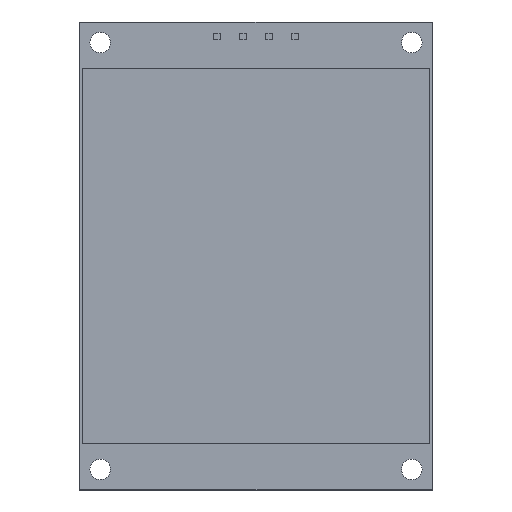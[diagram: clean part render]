
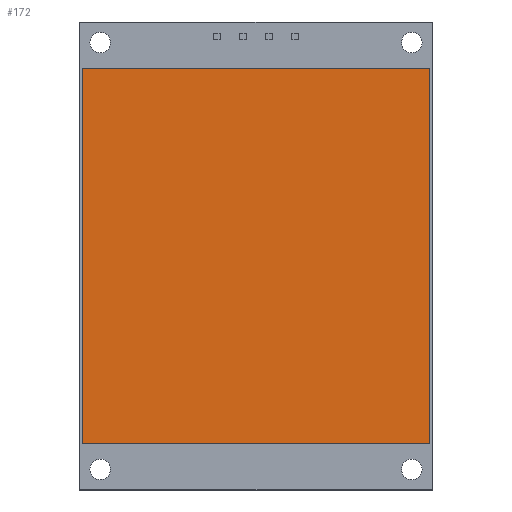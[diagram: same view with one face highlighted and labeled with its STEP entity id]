
A CAD part, top view. The second image highlights one B-rep face of the part: STEP entity #172.
In plain terms, the highlighted planar face has unit normal (0, 0, 1).
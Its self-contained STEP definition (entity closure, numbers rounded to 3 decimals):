
#43 = VERTEX_POINT('',#44);
#44 = CARTESIAN_POINT('',(-16.9,18.25,2.2));
#50 = EDGE_CURVE('',#43,#51,#53,.T.);
#51 = VERTEX_POINT('',#52);
#52 = CARTESIAN_POINT('',(16.9,18.25,2.2));
#53 = LINE('',#54,#55);
#54 = CARTESIAN_POINT('',(-16.9,18.25,2.2));
#55 = VECTOR('',#56,1.);
#56 = DIRECTION('',(1.,0.,0.));
#81 = EDGE_CURVE('',#51,#82,#84,.T.);
#82 = VERTEX_POINT('',#83);
#83 = CARTESIAN_POINT('',(16.9,-18.25,2.2));
#84 = LINE('',#85,#86);
#85 = CARTESIAN_POINT('',(16.9,18.25,2.2));
#86 = VECTOR('',#87,1.);
#87 = DIRECTION('',(0.,-1.,0.));
#112 = EDGE_CURVE('',#82,#113,#115,.T.);
#113 = VERTEX_POINT('',#114);
#114 = CARTESIAN_POINT('',(-16.9,-18.25,2.2));
#115 = LINE('',#116,#117);
#116 = CARTESIAN_POINT('',(16.9,-18.25,2.2));
#117 = VECTOR('',#118,1.);
#118 = DIRECTION('',(-1.,0.,0.));
#143 = EDGE_CURVE('',#113,#43,#144,.T.);
#144 = LINE('',#145,#146);
#145 = CARTESIAN_POINT('',(-16.9,-18.25,2.2));
#146 = VECTOR('',#147,1.);
#147 = DIRECTION('',(0.,1.,0.));
#172 = ADVANCED_FACE('',(#173),#179,.T.);
#173 = FACE_BOUND('',#174,.F.);
#174 = EDGE_LOOP('',(#175,#176,#177,#178));
#175 = ORIENTED_EDGE('',*,*,#50,.T.);
#176 = ORIENTED_EDGE('',*,*,#81,.T.);
#177 = ORIENTED_EDGE('',*,*,#112,.T.);
#178 = ORIENTED_EDGE('',*,*,#143,.T.);
#179 = PLANE('',#180);
#180 = AXIS2_PLACEMENT_3D('',#181,#182,#183);
#181 = CARTESIAN_POINT('',(0.,0.,2.2));
#182 = DIRECTION('',(0.,0.,1.));
#183 = DIRECTION('',(1.,0.,0.));
